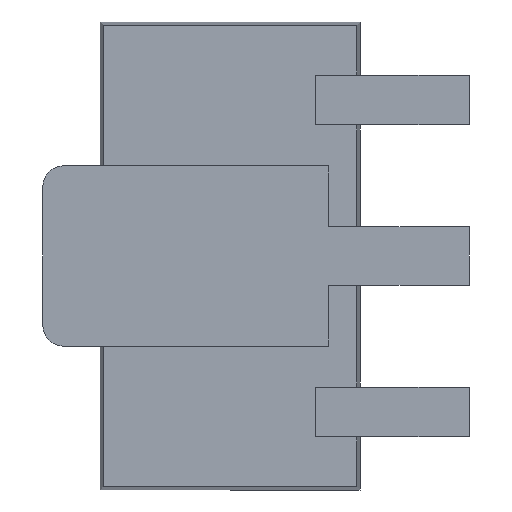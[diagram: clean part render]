
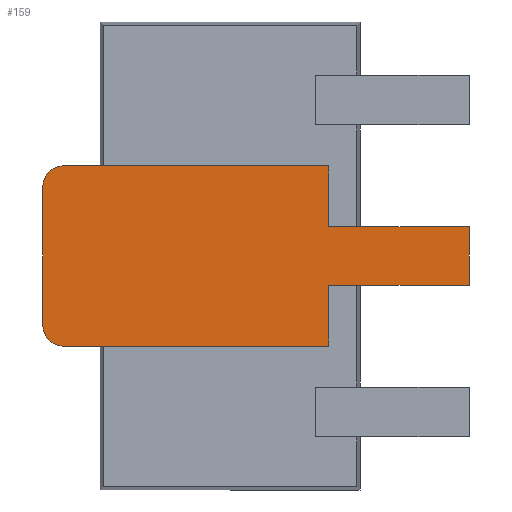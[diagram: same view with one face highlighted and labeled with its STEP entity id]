
A CAD part, front view. The second image highlights one B-rep face of the part: STEP entity #159.
In plain terms, the highlighted planar face has unit normal (0, -1, 0).
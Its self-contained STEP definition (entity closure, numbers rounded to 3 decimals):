
#11 = CARTESIAN_POINT ( 'NONE',  ( -0.28, 0., 2.3 ) ) ;
#102 = CARTESIAN_POINT ( 'NONE',  ( 0.28, 0., 2.3 ) ) ;
#105 = LINE ( 'NONE', #608, #628 ) ;
#127 = DIRECTION ( 'NONE',  ( -1., 0., 0. ) ) ;
#139 = EDGE_CURVE ( 'NONE', #872, #985, #602, .T. ) ;
#158 = LINE ( 'NONE', #417, #227 ) ;
#159 = ADVANCED_FACE ( 'NONE', ( #707 ), #1082, .T. ) ;
#169 = EDGE_CURVE ( 'NONE', #1297, #1146, #105, .T. ) ;
#172 = CIRCLE ( 'NONE', #791, 0.2 ) ;
#222 = CARTESIAN_POINT ( 'NONE',  ( -0.667, 0., -1.6 ) ) ;
#227 = VECTOR ( 'NONE', #1375, 1000. ) ;
#232 = DIRECTION ( 'NONE',  ( -1., 0., 0. ) ) ;
#266 = ORIENTED_EDGE ( 'NONE', *, *, #1399, .F. ) ;
#279 = CARTESIAN_POINT ( 'NONE',  ( -0.867, 0., -1.6 ) ) ;
#291 = LINE ( 'NONE', #1260, #533 ) ;
#303 = CARTESIAN_POINT ( 'NONE',  ( -0.667, 0., -1.8 ) ) ;
#349 = DIRECTION ( 'NONE',  ( 1., 0., 0. ) ) ;
#357 = VERTEX_POINT ( 'NONE', #1474 ) ;
#400 = DIRECTION ( 'NONE',  ( 0., 0., -1. ) ) ;
#414 = EDGE_CURVE ( 'NONE', #430, #730, #291, .T. ) ;
#417 = CARTESIAN_POINT ( 'NONE',  ( -0.867, 0., 0.95 ) ) ;
#425 = DIRECTION ( 'NONE',  ( 0., 1., 0. ) ) ;
#429 = CARTESIAN_POINT ( 'NONE',  ( 0.28, 0., 2.3 ) ) ;
#430 = VERTEX_POINT ( 'NONE', #429 ) ;
#442 = AXIS2_PLACEMENT_3D ( 'NONE', #519, #1219, #127 ) ;
#448 = ORIENTED_EDGE ( 'NONE', *, *, #1183, .F. ) ;
#467 = VERTEX_POINT ( 'NONE', #908 ) ;
#487 = ORIENTED_EDGE ( 'NONE', *, *, #169, .F. ) ;
#519 = CARTESIAN_POINT ( 'NONE',  ( -0.667, 0., -1.6 ) ) ;
#525 = EDGE_CURVE ( 'NONE', #755, #1297, #158, .T. ) ;
#533 = VECTOR ( 'NONE', #400, 1000. ) ;
#592 = VECTOR ( 'NONE', #1225, 1000. ) ;
#602 = LINE ( 'NONE', #1559, #1390 ) ;
#608 = CARTESIAN_POINT ( 'NONE',  ( -0.28, 0., 0.95 ) ) ;
#614 = EDGE_CURVE ( 'NONE', #730, #872, #1186, .T. ) ;
#619 = ORIENTED_EDGE ( 'NONE', *, *, #812, .F. ) ;
#628 = VECTOR ( 'NONE', #349, 1000. ) ;
#659 = DIRECTION ( 'NONE',  ( -1., 0., 0. ) ) ;
#663 = CIRCLE ( 'NONE', #442, 0.2 ) ;
#707 = FACE_OUTER_BOUND ( 'NONE', #878, .T. ) ;
#715 = DIRECTION ( 'NONE',  ( 0., -1., 0. ) ) ;
#727 = ORIENTED_EDGE ( 'NONE', *, *, #525, .F. ) ;
#730 = VERTEX_POINT ( 'NONE', #751 ) ;
#751 = CARTESIAN_POINT ( 'NONE',  ( 0.28, 0., 0.95 ) ) ;
#755 = VERTEX_POINT ( 'NONE', #279 ) ;
#788 = VECTOR ( 'NONE', #1561, 1000. ) ;
#791 = AXIS2_PLACEMENT_3D ( 'NONE', #1147, #425, #1249 ) ;
#812 = EDGE_CURVE ( 'NONE', #1512, #357, #1140, .T. ) ;
#814 = CARTESIAN_POINT ( 'NONE',  ( -0.867, 0., 0.95 ) ) ;
#834 = DIRECTION ( 'NONE',  ( 0., 0., -1. ) ) ;
#872 = VERTEX_POINT ( 'NONE', #1537 ) ;
#878 = EDGE_LOOP ( 'NONE', ( #1052, #487, #727, #266, #619, #448, #1309, #973, #1348, #1577 ) ) ;
#903 = EDGE_CURVE ( 'NONE', #467, #430, #1292, .T. ) ;
#908 = CARTESIAN_POINT ( 'NONE',  ( -0.28, 0., 2.3 ) ) ;
#921 = CARTESIAN_POINT ( 'NONE',  ( 0.667, 0., -1.8 ) ) ;
#973 = ORIENTED_EDGE ( 'NONE', *, *, #614, .F. ) ;
#979 = CARTESIAN_POINT ( 'NONE',  ( -0.28, 0., 0.95 ) ) ;
#985 = VERTEX_POINT ( 'NONE', #1455 ) ;
#1032 = CARTESIAN_POINT ( 'NONE',  ( 0.28, 0., 0.95 ) ) ;
#1052 = ORIENTED_EDGE ( 'NONE', *, *, #1386, .F. ) ;
#1074 = DIRECTION ( 'NONE',  ( 1., 0., 0. ) ) ;
#1082 = PLANE ( 'NONE',  #1088 ) ;
#1088 = AXIS2_PLACEMENT_3D ( 'NONE', #222, #715, #232 ) ;
#1136 = VECTOR ( 'NONE', #659, 1000. ) ;
#1140 = LINE ( 'NONE', #303, #1136 ) ;
#1146 = VERTEX_POINT ( 'NONE', #979 ) ;
#1147 = CARTESIAN_POINT ( 'NONE',  ( 0.667, 0., -1.6 ) ) ;
#1183 = EDGE_CURVE ( 'NONE', #985, #1512, #172, .T. ) ;
#1186 = LINE ( 'NONE', #1032, #788 ) ;
#1219 = DIRECTION ( 'NONE',  ( 0., 1., 0. ) ) ;
#1225 = DIRECTION ( 'NONE',  ( 0., 0., 1. ) ) ;
#1249 = DIRECTION ( 'NONE',  ( 1., 0., 0. ) ) ;
#1260 = CARTESIAN_POINT ( 'NONE',  ( 0.28, 0., 2.3 ) ) ;
#1292 = LINE ( 'NONE', #102, #1340 ) ;
#1297 = VERTEX_POINT ( 'NONE', #814 ) ;
#1309 = ORIENTED_EDGE ( 'NONE', *, *, #139, .F. ) ;
#1340 = VECTOR ( 'NONE', #1074, 1000. ) ;
#1346 = LINE ( 'NONE', #11, #592 ) ;
#1348 = ORIENTED_EDGE ( 'NONE', *, *, #414, .F. ) ;
#1375 = DIRECTION ( 'NONE',  ( 0., 0., 1. ) ) ;
#1386 = EDGE_CURVE ( 'NONE', #1146, #467, #1346, .T. ) ;
#1390 = VECTOR ( 'NONE', #834, 1000. ) ;
#1399 = EDGE_CURVE ( 'NONE', #357, #755, #663, .T. ) ;
#1455 = CARTESIAN_POINT ( 'NONE',  ( 0.867, 0., -1.6 ) ) ;
#1474 = CARTESIAN_POINT ( 'NONE',  ( -0.667, 0., -1.8 ) ) ;
#1512 = VERTEX_POINT ( 'NONE', #921 ) ;
#1537 = CARTESIAN_POINT ( 'NONE',  ( 0.867, 0., 0.95 ) ) ;
#1559 = CARTESIAN_POINT ( 'NONE',  ( 0.867, 0., 0.95 ) ) ;
#1561 = DIRECTION ( 'NONE',  ( 1., 0., 0. ) ) ;
#1577 = ORIENTED_EDGE ( 'NONE', *, *, #903, .F. ) ;
